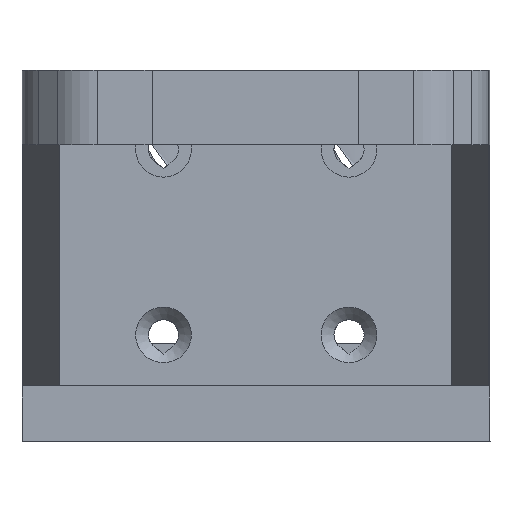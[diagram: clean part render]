
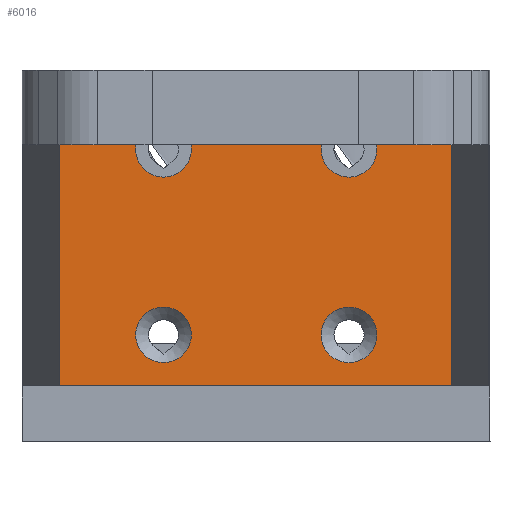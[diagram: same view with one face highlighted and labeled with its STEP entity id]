
A CAD part, left-side view. The second image highlights one B-rep face of the part: STEP entity #6016.
In plain terms, the highlighted planar face has unit normal (-1, 0, 0).
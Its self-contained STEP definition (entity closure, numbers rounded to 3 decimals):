
#155=FACE_BOUND('',#785,.T.);
#156=FACE_BOUND('',#786,.T.);
#157=FACE_BOUND('',#787,.T.);
#158=FACE_BOUND('',#788,.T.);
#159=FACE_BOUND('',#789,.T.);
#190=CIRCLE('',#6344,3.);
#193=CIRCLE('',#6348,3.);
#196=CIRCLE('',#6352,3.);
#201=CIRCLE('',#6359,3.);
#445=FACE_OUTER_BOUND('',#784,.T.);
#784=EDGE_LOOP('',(#4179,#4180,#4181,#4182,#4183,#4184));
#785=EDGE_LOOP('',(#4185));
#786=EDGE_LOOP('',(#4186));
#787=EDGE_LOOP('',(#4187));
#788=EDGE_LOOP('',(#4188));
#789=EDGE_LOOP('',(#4189,#4190,#4191,#4192));
#1150=LINE('',#8807,#1823);
#1154=LINE('',#8814,#1827);
#1166=LINE('',#8847,#1839);
#1168=LINE('',#8850,#1841);
#1200=LINE('',#8916,#1873);
#1206=LINE('',#8927,#1879);
#1207=LINE('',#8930,#1880);
#1209=LINE('',#8933,#1882);
#1210=LINE('',#8936,#1883);
#1212=LINE('',#8939,#1885);
#1823=VECTOR('',#6997,10.);
#1827=VECTOR('',#7003,10.);
#1839=VECTOR('',#7031,10.);
#1841=VECTOR('',#7035,10.);
#1873=VECTOR('',#7097,10.);
#1879=VECTOR('',#7107,10.);
#1880=VECTOR('',#7110,10.);
#1882=VECTOR('',#7114,10.);
#1883=VECTOR('',#7117,10.);
#1885=VECTOR('',#7121,10.);
#2492=VERTEX_POINT('',#8735);
#2494=VERTEX_POINT('',#8742);
#2496=VERTEX_POINT('',#8749);
#2502=VERTEX_POINT('',#8767);
#2517=VERTEX_POINT('',#8804);
#2518=VERTEX_POINT('',#8806);
#2520=VERTEX_POINT('',#8812);
#2532=VERTEX_POINT('',#8844);
#2533=VERTEX_POINT('',#8846);
#2551=VERTEX_POINT('',#8913);
#2552=VERTEX_POINT('',#8915);
#2555=VERTEX_POINT('',#8925);
#2556=VERTEX_POINT('',#8929);
#2557=VERTEX_POINT('',#8935);
#3083=EDGE_CURVE('',#2492,#2492,#190,.T.);
#3087=EDGE_CURVE('',#2494,#2494,#193,.T.);
#3091=EDGE_CURVE('',#2496,#2496,#196,.T.);
#3101=EDGE_CURVE('',#2502,#2502,#201,.T.);
#3121=EDGE_CURVE('',#2517,#2518,#1150,.T.);
#3125=EDGE_CURVE('',#2520,#2517,#1154,.T.);
#3141=EDGE_CURVE('',#2532,#2533,#1166,.T.);
#3143=EDGE_CURVE('',#2518,#2532,#1168,.T.);
#3175=EDGE_CURVE('',#2551,#2552,#1200,.T.);
#3181=EDGE_CURVE('',#2555,#2551,#1206,.T.);
#3182=EDGE_CURVE('',#2533,#2556,#1207,.T.);
#3184=EDGE_CURVE('',#2556,#2520,#1209,.T.);
#3185=EDGE_CURVE('',#2557,#2552,#1210,.T.);
#3187=EDGE_CURVE('',#2555,#2557,#1212,.T.);
#4179=ORIENTED_EDGE('',*,*,#3141,.F.);
#4180=ORIENTED_EDGE('',*,*,#3143,.F.);
#4181=ORIENTED_EDGE('',*,*,#3121,.F.);
#4182=ORIENTED_EDGE('',*,*,#3125,.F.);
#4183=ORIENTED_EDGE('',*,*,#3184,.F.);
#4184=ORIENTED_EDGE('',*,*,#3182,.F.);
#4185=ORIENTED_EDGE('',*,*,#3087,.T.);
#4186=ORIENTED_EDGE('',*,*,#3101,.T.);
#4187=ORIENTED_EDGE('',*,*,#3083,.T.);
#4188=ORIENTED_EDGE('',*,*,#3091,.T.);
#4189=ORIENTED_EDGE('',*,*,#3187,.T.);
#4190=ORIENTED_EDGE('',*,*,#3185,.T.);
#4191=ORIENTED_EDGE('',*,*,#3175,.F.);
#4192=ORIENTED_EDGE('',*,*,#3181,.F.);
#5778=PLANE('',#6401);
#6016=ADVANCED_FACE('',(#445,#155,#156,#157,#158,#159),#5778,.T.);
#6344=AXIS2_PLACEMENT_3D('',#8736,#6925,#6926);
#6348=AXIS2_PLACEMENT_3D('',#8743,#6934,#6935);
#6352=AXIS2_PLACEMENT_3D('',#8750,#6943,#6944);
#6359=AXIS2_PLACEMENT_3D('',#8768,#6962,#6963);
#6401=AXIS2_PLACEMENT_3D('',#8938,#7119,#7120);
#6925=DIRECTION('center_axis',(1.,0.,0.));
#6926=DIRECTION('ref_axis',(0.,-1.,0.));
#6934=DIRECTION('center_axis',(1.,0.,0.));
#6935=DIRECTION('ref_axis',(0.,-1.,0.));
#6943=DIRECTION('center_axis',(1.,0.,0.));
#6944=DIRECTION('ref_axis',(0.,-1.,0.));
#6962=DIRECTION('center_axis',(1.,0.,0.));
#6963=DIRECTION('ref_axis',(0.,-1.,0.));
#6997=DIRECTION('',(0.,0.,-1.));
#7003=DIRECTION('',(0.,-1.,0.));
#7031=DIRECTION('',(0.,0.,1.));
#7035=DIRECTION('',(0.,1.,0.));
#7097=DIRECTION('',(0.,1.,0.));
#7107=DIRECTION('',(0.,0.,1.));
#7110=DIRECTION('',(0.,-1.,0.));
#7114=DIRECTION('',(0.,1.,-0.001));
#7117=DIRECTION('',(0.,0.,1.));
#7119=DIRECTION('center_axis',(-1.,0.,0.));
#7120=DIRECTION('ref_axis',(0.,-1.,0.));
#7121=DIRECTION('',(0.,1.,0.));
#8735=CARTESIAN_POINT('',(44.401,39.824,-41.272));
#8736=CARTESIAN_POINT('Origin',(44.401,36.824,-41.272));
#8742=CARTESIAN_POINT('',(44.401,39.824,-21.272));
#8743=CARTESIAN_POINT('Origin',(44.401,36.824,-21.272));
#8749=CARTESIAN_POINT('',(44.401,19.824,-41.272));
#8750=CARTESIAN_POINT('Origin',(44.401,16.824,-41.272));
#8767=CARTESIAN_POINT('',(44.401,19.824,-21.272));
#8768=CARTESIAN_POINT('Origin',(44.401,16.824,-21.272));
#8804=CARTESIAN_POINT('',(44.401,1.624,-15.78));
#8806=CARTESIAN_POINT('',(44.401,1.624,-46.772));
#8807=CARTESIAN_POINT('',(44.401,1.624,-39.022));
#8812=CARTESIAN_POINT('',(44.401,49.257,-15.78));
#8814=CARTESIAN_POINT('',(44.401,14.229,-15.78));
#8844=CARTESIAN_POINT('',(44.401,52.043,-46.772));
#8846=CARTESIAN_POINT('',(44.401,52.043,-15.772));
#8847=CARTESIAN_POINT('',(44.401,52.043,-23.522));
#8850=CARTESIAN_POINT('',(44.401,39.438,-46.772));
#8913=CARTESIAN_POINT('',(44.401,3.624,-17.772));
#8915=CARTESIAN_POINT('',(44.401,10.624,-17.772));
#8916=CARTESIAN_POINT('',(44.401,38.438,-17.772));
#8925=CARTESIAN_POINT('',(44.401,3.624,-17.78));
#8927=CARTESIAN_POINT('',(44.401,3.624,-24.522));
#8929=CARTESIAN_POINT('',(44.401,43.024,-15.772));
#8930=CARTESIAN_POINT('',(44.401,34.929,-15.772));
#8933=CARTESIAN_POINT('',(44.401,38.055,-15.766));
#8935=CARTESIAN_POINT('',(44.401,10.624,-17.78));
#8936=CARTESIAN_POINT('',(44.401,10.624,-17.772));
#8938=CARTESIAN_POINT('Origin',(44.401,26.833,-31.272));
#8939=CARTESIAN_POINT('',(44.401,3.624,-17.78));
